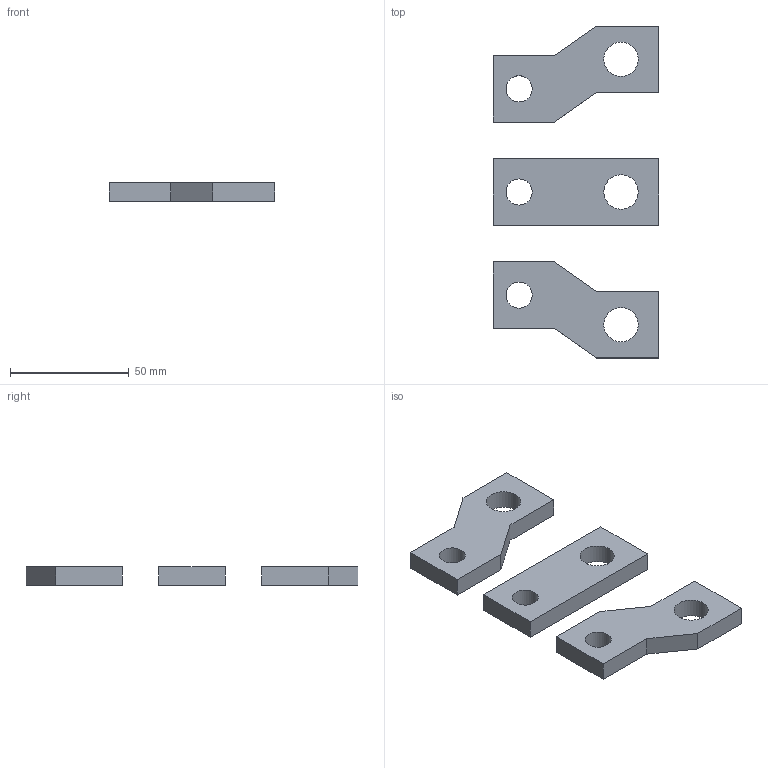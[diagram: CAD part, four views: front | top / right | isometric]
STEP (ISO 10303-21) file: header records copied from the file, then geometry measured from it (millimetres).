
FILE_DESCRIPTION(/* description */ (''),/* implementation_level */ '2;1');
FILE_NAME(/* name */ 'P-630-3P.prt.step',/* time_stamp */ '2025-02-14T10:35:12+08:00',/* author */ (''),/* organization */ (''),/* preprocessor_version */ 'ST-DEVELOPER v11',/* originating_system */ 'SIEMENS UGS NX 6.0',/* authorisation */ '');
FILE_SCHEMA (('AUTOMOTIVE_DESIGN { 1 0 10303 214 1 1 1 1 }'));
Length unit declared in the file: millimetre
Products named in the file (1): P-630-3P
Bounding box: 70 x 140 x 8 mm (x, y, z)
Volume: 40796.1 mm3; surface area: 16951.8 mm2
Topology: 3 solids, 3 shells, 32 faces, 79 edges, 53 vertices
Faces by surface type: plane 26, cylinder 6
Full cylindrical faces by diameter (mm): 11 x3, 14.5 x3
Entity records: 1187 total; most frequent: CARTESIAN_POINT 157, DIRECTION 150, ORIENTED_EDGE 144, EDGE_CURVE 72, LINE 60, VECTOR 60, VERTEX_POINT 52, EDGE_LOOP 50
